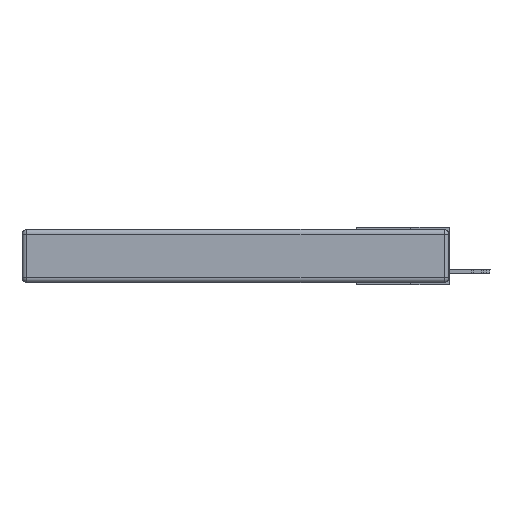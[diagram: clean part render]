
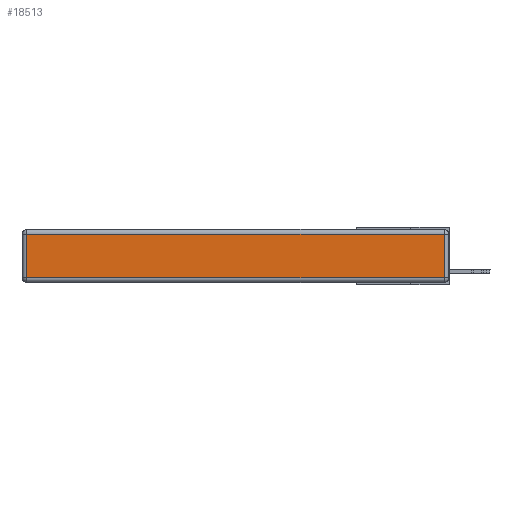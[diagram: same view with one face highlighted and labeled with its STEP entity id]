
A CAD part, left-side view. The second image highlights one B-rep face of the part: STEP entity #18513.
In plain terms, the highlighted planar face has unit normal (-1, 0, 0).
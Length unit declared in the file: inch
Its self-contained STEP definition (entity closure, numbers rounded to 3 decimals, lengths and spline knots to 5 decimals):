
#1228 = CARTESIAN_POINT ( 'NONE',  ( 0., 0.03, -0.03 ) ) ;
#2440 = CARTESIAN_POINT ( 'NONE',  ( 0., 2.75, -0.03 ) ) ;
#2524 = DIRECTION ( 'NONE',  ( 0., -1., 0. ) ) ;
#2532 = AXIS2_PLACEMENT_3D ( 'NONE', #29388, #32024, #16291 ) ;
#3007 = CARTESIAN_POINT ( 'NONE',  ( 0., 2.72, -0.343 ) ) ;
#3874 = VECTOR ( 'NONE', #16357, 39.37008 ) ;
#4026 = LINE ( 'NONE', #33873, #11789 ) ;
#5727 = ORIENTED_EDGE ( 'NONE', *, *, #8180, .T. ) ;
#6114 = LINE ( 'NONE', #2440, #31918 ) ;
#6750 = LINE ( 'NONE', #33669, #14106 ) ;
#7496 = VERTEX_POINT ( 'NONE', #15962 ) ;
#7688 = DIRECTION ( 'NONE',  ( 0., 0., 1. ) ) ;
#8180 = EDGE_CURVE ( 'NONE', #15567, #9622, #29275, .T. ) ;
#8415 = CARTESIAN_POINT ( 'NONE',  ( 0., 2.72, -0.03 ) ) ;
#8542 = PLANE ( 'NONE',  #2532 ) ;
#9622 = VERTEX_POINT ( 'NONE', #32037 ) ;
#11633 = EDGE_LOOP ( 'NONE', ( #15282, #24076, #23005, #5727 ) ) ;
#11789 = VECTOR ( 'NONE', #7688, 39.37008 ) ;
#14106 = VECTOR ( 'NONE', #2524, 39.37008 ) ;
#15282 = ORIENTED_EDGE ( 'NONE', *, *, #24577, .T. ) ;
#15567 = VERTEX_POINT ( 'NONE', #8415 ) ;
#15962 = CARTESIAN_POINT ( 'NONE',  ( 0., 0.03, -0.313 ) ) ;
#16291 = DIRECTION ( 'NONE',  ( 0., 0., 1. ) ) ;
#16357 = DIRECTION ( 'NONE',  ( 0., 0., -1. ) ) ;
#18085 = DIRECTION ( 'NONE',  ( 0., 1., 0. ) ) ;
#18113 = EDGE_CURVE ( 'NONE', #29221, #15567, #6114, .T. ) ;
#18513 = ADVANCED_FACE ( 'NONE', ( #19170 ), #8542, .T. ) ;
#18650 = EDGE_CURVE ( 'NONE', #7496, #29221, #4026, .T. ) ;
#19170 = FACE_OUTER_BOUND ( 'NONE', #11633, .T. ) ;
#23005 = ORIENTED_EDGE ( 'NONE', *, *, #18113, .T. ) ;
#24076 = ORIENTED_EDGE ( 'NONE', *, *, #18650, .T. ) ;
#24577 = EDGE_CURVE ( 'NONE', #9622, #7496, #6750, .T. ) ;
#29221 = VERTEX_POINT ( 'NONE', #1228 ) ;
#29275 = LINE ( 'NONE', #3007, #3874 ) ;
#29388 = CARTESIAN_POINT ( 'NONE',  ( 0., 0., -0.343 ) ) ;
#31918 = VECTOR ( 'NONE', #18085, 39.37008 ) ;
#32024 = DIRECTION ( 'NONE',  ( -1., 0., 0. ) ) ;
#32037 = CARTESIAN_POINT ( 'NONE',  ( 0., 2.72, -0.313 ) ) ;
#33669 = CARTESIAN_POINT ( 'NONE',  ( 0., 0., -0.313 ) ) ;
#33873 = CARTESIAN_POINT ( 'NONE',  ( 0., 0.03, -0.343 ) ) ;
